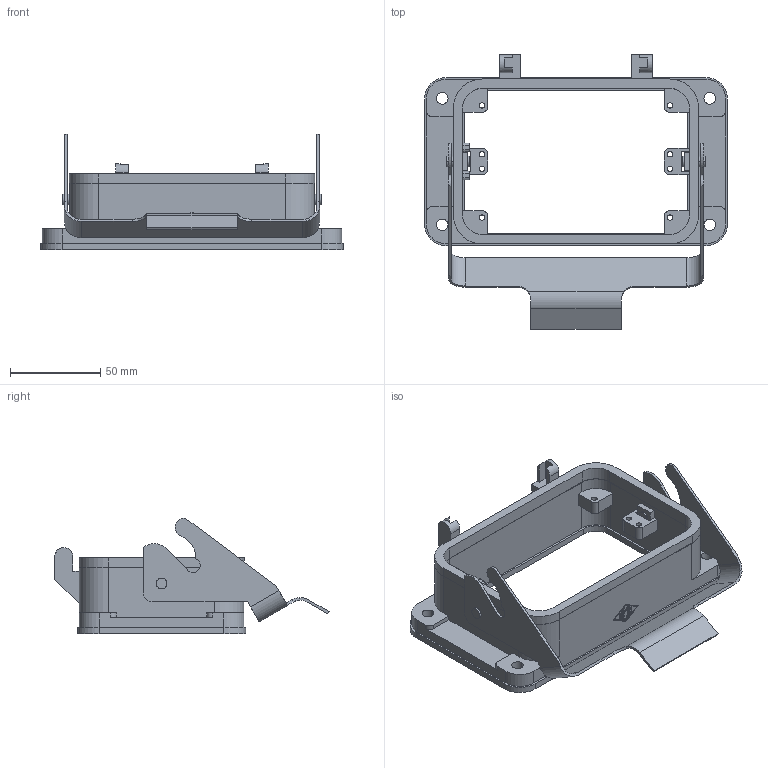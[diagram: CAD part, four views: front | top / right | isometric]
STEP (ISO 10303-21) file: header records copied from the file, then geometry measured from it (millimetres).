
FILE_DESCRIPTION(('Creo Elements/Direct Modeling STEP Export'),'2;1');
FILE_NAME('0ln7uvk43jncht62240','2016-07-07T14:50:15',(''),(''),'PTC Creo Elements/Direct Modeling STEP processor for AP214 (Solid Model)','PTC Creo Elements/Direct Modeling 19.0B 21-Mar-2015 (C) Parametric Technology GmbH','');
FILE_SCHEMA(('AUTOMOTIVE_DESIGN { 1 0 10303 214 1 1 1 1 }'));
Length unit declared in the file: millimetre
Products named in the file (2): JCHI_48_L
Assembly tree (1 placements, depth 2):
  JCHI_48_L
    JCHI_48_L
Bounding box: 167.5 x 151.7 x 63.7 mm (x, y, z)
Volume: 140643.3 mm3; surface area: 70780.5 mm2
Topology: 1 solids, 1 shells, 301 faces, 831 edges, 552 vertices
Faces by surface type: plane 181, cylinder 118, bspline 2
Entity records: 9927 total; most frequent: CARTESIAN_POINT 2121, ORIENTED_EDGE 1662, DIRECTION 1563, EDGE_CURVE 831, VECTOR 575, LINE 575, VERTEX_POINT 552, AXIS2_PLACEMENT_3D 494
